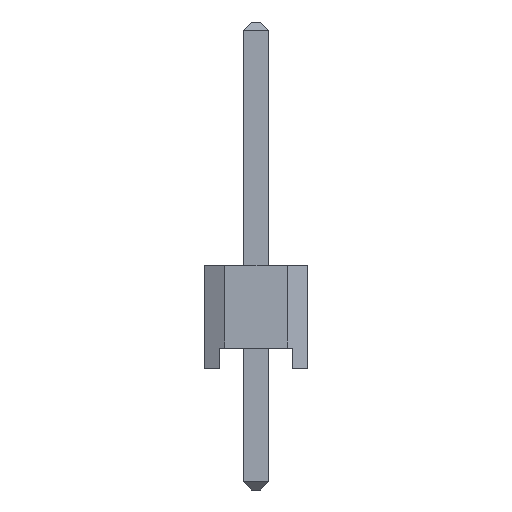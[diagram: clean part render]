
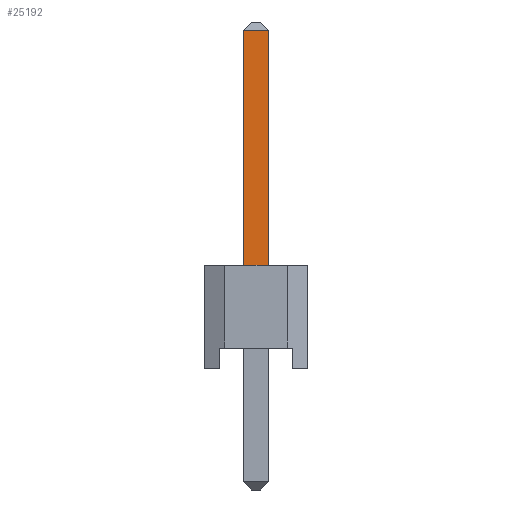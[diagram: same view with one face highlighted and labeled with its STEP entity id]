
A CAD part, left-side view. The second image highlights one B-rep face of the part: STEP entity #25192.
In plain terms, the highlighted planar face has unit normal (-1, 0, 0).
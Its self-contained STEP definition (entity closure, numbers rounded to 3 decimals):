
#3764=ORIENTED_EDGE('',*,*,#6381,.F.);
#3765=ORIENTED_EDGE('',*,*,#7022,.T.);
#3766=ORIENTED_EDGE('',*,*,#7021,.T.);
#3767=ORIENTED_EDGE('',*,*,#7023,.F.);
#6381=EDGE_CURVE('',#8545,#8542,#10495,.T.);
#7021=EDGE_CURVE('',#8899,#8900,#11135,.T.);
#7022=EDGE_CURVE('',#8545,#8899,#11136,.T.);
#7023=EDGE_CURVE('',#8542,#8900,#11137,.T.);
#8542=VERTEX_POINT('',#33702);
#8545=VERTEX_POINT('',#33707);
#8899=VERTEX_POINT('',#35013);
#8900=VERTEX_POINT('',#35017);
#10495=LINE('',#33708,#13021);
#11135=LINE('',#35024,#13661);
#11136=LINE('',#35026,#13662);
#11137=LINE('',#35027,#13663);
#13021=VECTOR('',#28575,1000.);
#13661=VECTOR('',#29855,1000.);
#13662=VECTOR('',#29858,1000.);
#13663=VECTOR('',#29859,1000.);
#14998=EDGE_LOOP('',(#3764,#3765,#3766,#3767));
#16082=FACE_BOUND('',#14998,.T.);
#17094=PLANE('',#26211);
#25192=ADVANCED_FACE('',(#16082),#17094,.F.);
#26211=AXIS2_PLACEMENT_3D('',#35025,#29856,#29857);
#28575=DIRECTION('',(0.,0.,-1.));
#29855=DIRECTION('',(0.,0.,-1.));
#29856=DIRECTION('',(1.,0.,0.));
#29857=DIRECTION('',(0.,1.,0.));
#29858=DIRECTION('',(0.,1.,0.));
#29859=DIRECTION('',(0.,1.,0.));
#33702=CARTESIAN_POINT('',(-44.77,1.27,-0.32));
#33707=CARTESIAN_POINT('',(-44.77,1.27,0.32));
#33708=CARTESIAN_POINT('',(-44.77,1.27,0.32));
#35013=CARTESIAN_POINT('',(-44.77,7.07,0.32));
#35017=CARTESIAN_POINT('',(-44.77,7.07,-0.32));
#35024=CARTESIAN_POINT('',(-44.77,7.07,-0.32));
#35025=CARTESIAN_POINT('',(-44.77,-4.27,-0.32));
#35026=CARTESIAN_POINT('',(-44.77,-4.27,0.32));
#35027=CARTESIAN_POINT('',(-44.77,-4.27,-0.32));
